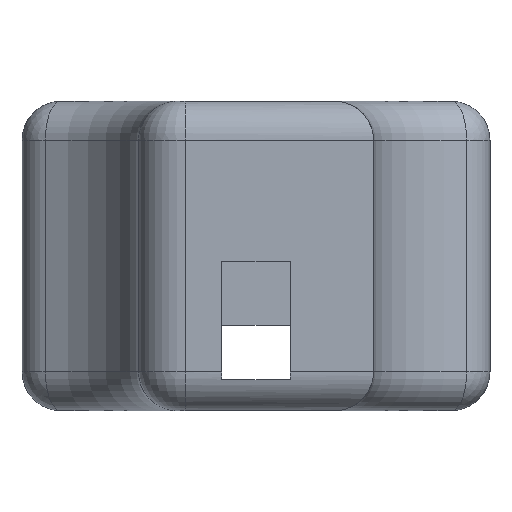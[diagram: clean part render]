
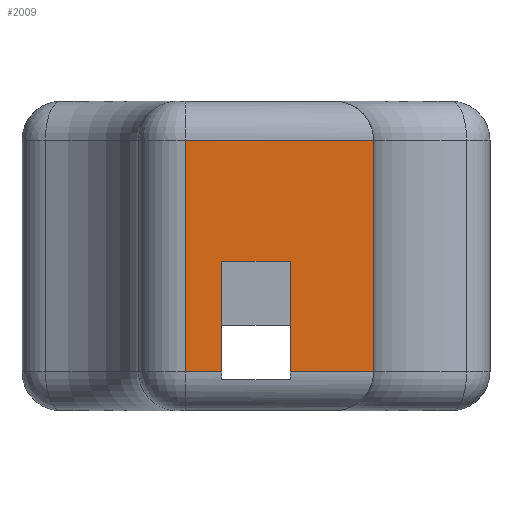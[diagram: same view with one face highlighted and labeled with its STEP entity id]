
A CAD part, left-side view. The second image highlights one B-rep face of the part: STEP entity #2009.
In plain terms, the highlighted planar face has unit normal (-1, 0, 0).
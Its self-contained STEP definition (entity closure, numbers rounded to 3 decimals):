
#4 = CARTESIAN_POINT ( 'NONE',  ( -30.36, 0., 15.18 ) ) ;
#30 = ORIENTED_EDGE ( 'NONE', *, *, #1439, .T. ) ;
#66 = CARTESIAN_POINT ( 'NONE',  ( -30.36, -15.11, 15.18 ) ) ;
#100 = CARTESIAN_POINT ( 'NONE',  ( -30.36, -4.4, 29.42 ) ) ;
#157 = DIRECTION ( 'NONE',  ( 0., 1., 0. ) ) ;
#164 = VERTEX_POINT ( 'NONE', #1458 ) ;
#296 = EDGE_CURVE ( 'NONE', #1319, #164, #2140, .T. ) ;
#366 = ORIENTED_EDGE ( 'NONE', *, *, #1864, .T. ) ;
#385 = ORIENTED_EDGE ( 'NONE', *, *, #2215, .T. ) ;
#395 = DIRECTION ( 'NONE',  ( 0., -1., 0. ) ) ;
#411 = VECTOR ( 'NONE', #395, 1000. ) ;
#430 = CARTESIAN_POINT ( 'NONE',  ( -30.36, 0., 0. ) ) ;
#442 = DIRECTION ( 'NONE',  ( 0., -1., 0. ) ) ;
#450 = VECTOR ( 'NONE', #686, 1000. ) ;
#468 = PLANE ( 'NONE',  #1958 ) ;
#568 = EDGE_CURVE ( 'NONE', #753, #1319, #1112, .T. ) ;
#635 = CARTESIAN_POINT ( 'NONE',  ( -30.36, 4.4, 0. ) ) ;
#686 = DIRECTION ( 'NONE',  ( 0., 0., -1. ) ) ;
#713 = LINE ( 'NONE', #727, #450 ) ;
#727 = CARTESIAN_POINT ( 'NONE',  ( -30.36, 9.11, 0. ) ) ;
#753 = VERTEX_POINT ( 'NONE', #867 ) ;
#817 = LINE ( 'NONE', #2517, #411 ) ;
#867 = CARTESIAN_POINT ( 'NONE',  ( -30.36, -4.4, 15.18 ) ) ;
#952 = CARTESIAN_POINT ( 'NONE',  ( -30.36, -15.11, 45. ) ) ;
#988 = DIRECTION ( 'NONE',  ( 0., 0., 1. ) ) ;
#1059 = DIRECTION ( 'NONE',  ( -1., 0., 0. ) ) ;
#1100 = VECTOR ( 'NONE', #157, 1000. ) ;
#1112 = LINE ( 'NONE', #1354, #1915 ) ;
#1148 = EDGE_LOOP ( 'NONE', ( #366, #1209, #385, #1411, #2689, #1500, #1441, #30 ) ) ;
#1159 = LINE ( 'NONE', #1341, #1758 ) ;
#1175 = EDGE_CURVE ( 'NONE', #1732, #1364, #1159, .T. ) ;
#1209 = ORIENTED_EDGE ( 'NONE', *, *, #1175, .T. ) ;
#1238 = CARTESIAN_POINT ( 'NONE',  ( -30.36, 9.11, 45. ) ) ;
#1319 = VERTEX_POINT ( 'NONE', #100 ) ;
#1341 = CARTESIAN_POINT ( 'NONE',  ( -30.36, 0., 45. ) ) ;
#1354 = CARTESIAN_POINT ( 'NONE',  ( -30.36, -4.4, 0. ) ) ;
#1364 = VERTEX_POINT ( 'NONE', #1238 ) ;
#1411 = ORIENTED_EDGE ( 'NONE', *, *, #2514, .T. ) ;
#1438 = CARTESIAN_POINT ( 'NONE',  ( -30.36, -15.11, 10.18 ) ) ;
#1439 = EDGE_CURVE ( 'NONE', #753, #1550, #2319, .T. ) ;
#1441 = ORIENTED_EDGE ( 'NONE', *, *, #568, .F. ) ;
#1458 = CARTESIAN_POINT ( 'NONE',  ( -30.36, 4.4, 29.42 ) ) ;
#1500 = ORIENTED_EDGE ( 'NONE', *, *, #296, .F. ) ;
#1543 = VECTOR ( 'NONE', #988, 1000. ) ;
#1550 = VERTEX_POINT ( 'NONE', #66 ) ;
#1644 = CARTESIAN_POINT ( 'NONE',  ( -30.36, 9.11, 15.18 ) ) ;
#1698 = DIRECTION ( 'NONE',  ( 0., 0., 1. ) ) ;
#1732 = VERTEX_POINT ( 'NONE', #952 ) ;
#1758 = VECTOR ( 'NONE', #2194, 1000. ) ;
#1778 = VERTEX_POINT ( 'NONE', #1644 ) ;
#1864 = EDGE_CURVE ( 'NONE', #1550, #1732, #2486, .T. ) ;
#1882 = EDGE_CURVE ( 'NONE', #164, #2638, #2719, .T. ) ;
#1895 = VECTOR ( 'NONE', #2111, 1000. ) ;
#1915 = VECTOR ( 'NONE', #2396, 1000. ) ;
#1958 = AXIS2_PLACEMENT_3D ( 'NONE', #430, #1059, #1698 ) ;
#2009 = ADVANCED_FACE ( 'NONE', ( #2752 ), #468, .T. ) ;
#2021 = VECTOR ( 'NONE', #442, 1000. ) ;
#2111 = DIRECTION ( 'NONE',  ( 0., 0., -1. ) ) ;
#2140 = LINE ( 'NONE', #2509, #1100 ) ;
#2194 = DIRECTION ( 'NONE',  ( 0., 1., 0. ) ) ;
#2215 = EDGE_CURVE ( 'NONE', #1364, #1778, #713, .T. ) ;
#2319 = LINE ( 'NONE', #4, #2021 ) ;
#2396 = DIRECTION ( 'NONE',  ( 0., 0., 1. ) ) ;
#2466 = CARTESIAN_POINT ( 'NONE',  ( -30.36, 4.4, 15.18 ) ) ;
#2486 = LINE ( 'NONE', #1438, #1543 ) ;
#2509 = CARTESIAN_POINT ( 'NONE',  ( -30.36, 0., 29.42 ) ) ;
#2514 = EDGE_CURVE ( 'NONE', #1778, #2638, #817, .T. ) ;
#2517 = CARTESIAN_POINT ( 'NONE',  ( -30.36, 0., 15.18 ) ) ;
#2638 = VERTEX_POINT ( 'NONE', #2466 ) ;
#2689 = ORIENTED_EDGE ( 'NONE', *, *, #1882, .F. ) ;
#2719 = LINE ( 'NONE', #635, #1895 ) ;
#2752 = FACE_OUTER_BOUND ( 'NONE', #1148, .T. ) ;
